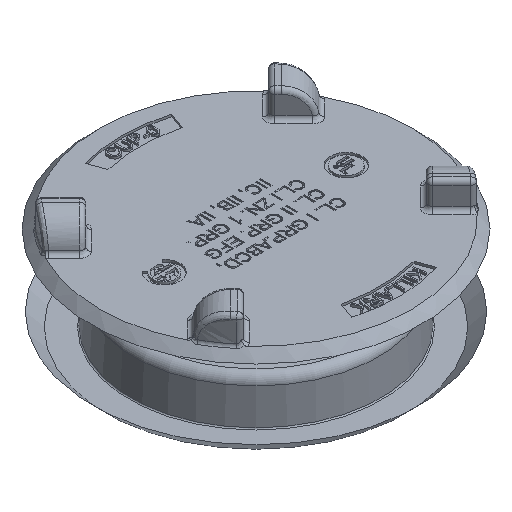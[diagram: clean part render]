
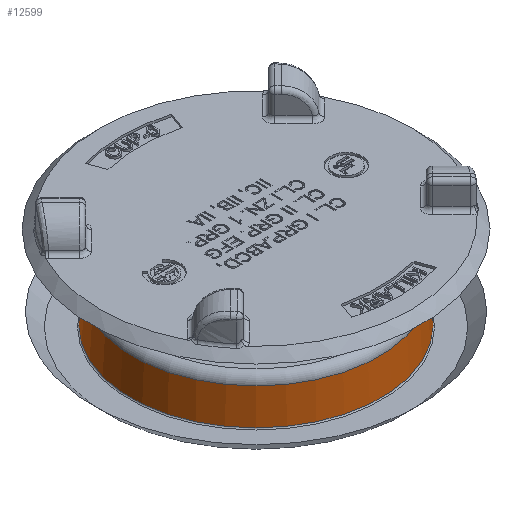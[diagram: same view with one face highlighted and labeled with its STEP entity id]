
A CAD part, isometric view. The second image highlights one B-rep face of the part: STEP entity #12599.
In plain terms, the highlighted conical face has half-angle 3 degrees and reference radius 44.45 mm.
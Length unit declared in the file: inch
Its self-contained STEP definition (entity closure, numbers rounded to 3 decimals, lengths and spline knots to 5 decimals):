
#273=CONICAL_SURFACE('',#13416,1.75,0.052);
#1092=LINE('',#19312,#2438);
#2438=VECTOR('',#14614,1.75);
#3437=FACE_OUTER_BOUND('',#4267,.T.);
#4267=EDGE_LOOP('',(#8837,#8838,#8839,#8840,#8841,#8842,#8843,#8844));
#5083=CIRCLE('',#13417,1.72358);
#5084=CIRCLE('',#13418,1.72358);
#5085=CIRCLE('',#13419,1.74922);
#5086=CIRCLE('',#13420,1.74922);
#5087=CIRCLE('',#13421,1.74922);
#5088=CIRCLE('',#13422,1.72358);
#5721=VERTEX_POINT('',#19306);
#5722=VERTEX_POINT('',#19307);
#5723=VERTEX_POINT('',#19309);
#5724=VERTEX_POINT('',#19311);
#5725=VERTEX_POINT('',#19313);
#5726=VERTEX_POINT('',#19315);
#6958=EDGE_CURVE('',#5721,#5722,#5083,.F.);
#6959=EDGE_CURVE('',#5722,#5723,#5084,.F.);
#6960=EDGE_CURVE('',#5723,#5724,#1092,.T.);
#6961=EDGE_CURVE('',#5724,#5725,#5085,.T.);
#6962=EDGE_CURVE('',#5725,#5726,#5086,.T.);
#6963=EDGE_CURVE('',#5726,#5724,#5087,.T.);
#6964=EDGE_CURVE('',#5723,#5721,#5088,.F.);
#8837=ORIENTED_EDGE('',*,*,#6958,.T.);
#8838=ORIENTED_EDGE('',*,*,#6959,.T.);
#8839=ORIENTED_EDGE('',*,*,#6960,.T.);
#8840=ORIENTED_EDGE('',*,*,#6961,.T.);
#8841=ORIENTED_EDGE('',*,*,#6962,.T.);
#8842=ORIENTED_EDGE('',*,*,#6963,.T.);
#8843=ORIENTED_EDGE('',*,*,#6960,.F.);
#8844=ORIENTED_EDGE('',*,*,#6964,.T.);
#12599=ADVANCED_FACE('',(#3437),#273,.F.);
#13416=AXIS2_PLACEMENT_3D('',#19305,#14608,#14609);
#13417=AXIS2_PLACEMENT_3D('',#19308,#14610,#14611);
#13418=AXIS2_PLACEMENT_3D('',#19310,#14612,#14613);
#13419=AXIS2_PLACEMENT_3D('',#19314,#14615,#14616);
#13420=AXIS2_PLACEMENT_3D('',#19316,#14617,#14618);
#13421=AXIS2_PLACEMENT_3D('',#19317,#14619,#14620);
#13422=AXIS2_PLACEMENT_3D('',#19318,#14621,#14622);
#14608=DIRECTION('center_axis',(0.,0.,
-1.));
#14609=DIRECTION('ref_axis',(0.707,-0.707,0.));
#14610=DIRECTION('center_axis',(0.,0.,
-1.));
#14611=DIRECTION('ref_axis',(0.707,-0.707,0.));
#14612=DIRECTION('center_axis',(0.,0.,
-1.));
#14613=DIRECTION('ref_axis',(0.707,-0.707,0.));
#14614=DIRECTION('',(-0.037,0.037,-0.999));
#14615=DIRECTION('center_axis',(0.,0.,
-1.));
#14616=DIRECTION('ref_axis',(0.707,-0.707,0.));
#14617=DIRECTION('center_axis',(0.,0.,
-1.));
#14618=DIRECTION('ref_axis',(0.707,-0.707,0.));
#14619=DIRECTION('center_axis',(0.,0.,
-1.));
#14620=DIRECTION('ref_axis',(0.707,-0.707,0.));
#14621=DIRECTION('center_axis',(0.,0.,
-1.));
#14622=DIRECTION('ref_axis',(0.707,-0.707,0.));
#19305=CARTESIAN_POINT('Origin',(0.,0.,
-0.7466));
#19306=CARTESIAN_POINT('',(1.21876,-1.21876,-0.24256));
#19307=CARTESIAN_POINT('',(1.21876,1.21876,-0.24256));
#19308=CARTESIAN_POINT('Origin',(0.,0.,
-0.24256));
#19309=CARTESIAN_POINT('',(-1.21876,1.21876,-0.24256));
#19310=CARTESIAN_POINT('Origin',(0.,0.,
-0.24256));
#19311=CARTESIAN_POINT('',(-1.23689,1.23689,-0.73179));
#19312=CARTESIAN_POINT('',(-1.23744,1.23744,-0.7466));
#19313=CARTESIAN_POINT('',(1.23689,-1.23689,-0.73179));
#19314=CARTESIAN_POINT('Origin',(0.,0.,
-0.73179));
#19315=CARTESIAN_POINT('',(-1.23689,-1.23689,-0.73179));
#19316=CARTESIAN_POINT('Origin',(0.,0.,
-0.73179));
#19317=CARTESIAN_POINT('Origin',(0.,0.,
-0.73179));
#19318=CARTESIAN_POINT('Origin',(0.,0.,
-0.24256));
